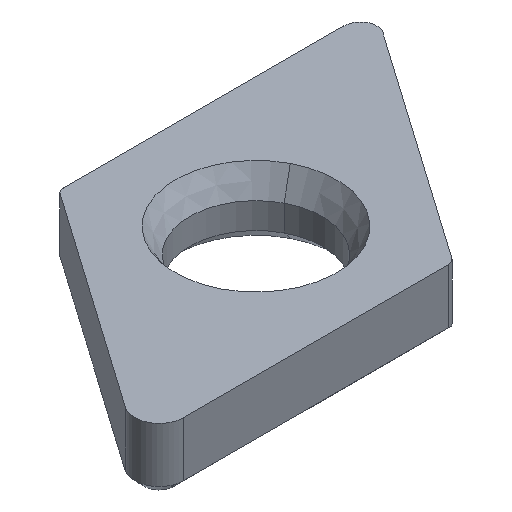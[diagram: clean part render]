
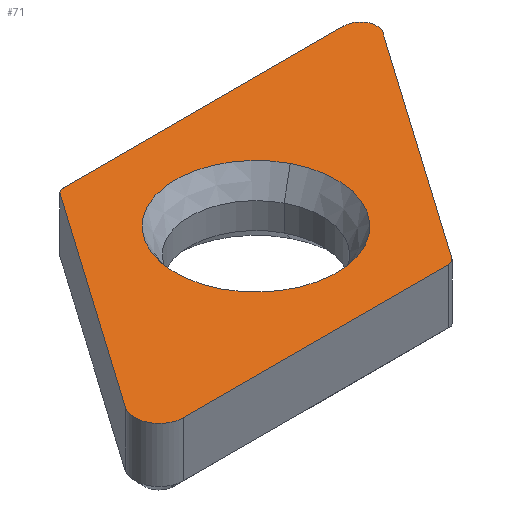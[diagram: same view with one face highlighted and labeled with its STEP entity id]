
A CAD part, isometric view. The second image highlights one B-rep face of the part: STEP entity #71.
In plain terms, the highlighted planar face has unit normal (0, 0, 1).
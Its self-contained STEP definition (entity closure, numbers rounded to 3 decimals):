
#71=ADVANCED_FACE('',(#103,#104),#93,.T.);
#93=PLANE('',#426);
#103=FACE_BOUND('',#107,.T.);
#104=FACE_BOUND('',#108,.T.);
#107=EDGE_LOOP('',(#147,#148,#149,#150,#151,#152,#153,#154));
#108=EDGE_LOOP('',(#155,#156));
#131=CIRCLE('',#420,1.2);
#132=CIRCLE('',#421,0.4);
#133=CIRCLE('',#422,0.8);
#134=CIRCLE('',#423,0.4);
#135=CIRCLE('',#424,3.95);
#136=CIRCLE('',#425,3.95);
#147=ORIENTED_EDGE('',*,*,#283,.T.);
#148=ORIENTED_EDGE('',*,*,#284,.T.);
#149=ORIENTED_EDGE('',*,*,#285,.T.);
#150=ORIENTED_EDGE('',*,*,#286,.T.);
#151=ORIENTED_EDGE('',*,*,#287,.T.);
#152=ORIENTED_EDGE('',*,*,#288,.T.);
#153=ORIENTED_EDGE('',*,*,#289,.T.);
#154=ORIENTED_EDGE('',*,*,#290,.T.);
#155=ORIENTED_EDGE('',*,*,#291,.T.);
#156=ORIENTED_EDGE('',*,*,#292,.T.);
#251=VERTEX_POINT('',#589);
#252=VERTEX_POINT('',#590);
#253=VERTEX_POINT('',#592);
#254=VERTEX_POINT('',#594);
#255=VERTEX_POINT('',#596);
#256=VERTEX_POINT('',#598);
#257=VERTEX_POINT('',#600);
#258=VERTEX_POINT('',#602);
#259=VERTEX_POINT('',#605);
#260=VERTEX_POINT('',#606);
#283=EDGE_CURVE('',#251,#252,#335,.T.);
#284=EDGE_CURVE('',#252,#253,#131,.T.);
#285=EDGE_CURVE('',#253,#254,#336,.T.);
#286=EDGE_CURVE('',#254,#255,#132,.T.);
#287=EDGE_CURVE('',#255,#256,#337,.T.);
#288=EDGE_CURVE('',#256,#257,#133,.T.);
#289=EDGE_CURVE('',#257,#258,#338,.T.);
#290=EDGE_CURVE('',#258,#251,#134,.T.);
#291=EDGE_CURVE('',#259,#260,#135,.T.);
#292=EDGE_CURVE('',#260,#259,#136,.T.);
#335=LINE('',#588,#367);
#336=LINE('',#593,#368);
#337=LINE('',#597,#369);
#338=LINE('',#601,#370);
#367=VECTOR('',#468,1.);
#368=VECTOR('',#471,1.);
#369=VECTOR('',#474,1.);
#370=VECTOR('',#477,1.);
#420=AXIS2_PLACEMENT_3D('',#591,#469,#470);
#421=AXIS2_PLACEMENT_3D('',#595,#472,#473);
#422=AXIS2_PLACEMENT_3D('',#599,#475,#476);
#423=AXIS2_PLACEMENT_3D('',#603,#478,#479);
#424=AXIS2_PLACEMENT_3D('',#604,#480,#481);
#425=AXIS2_PLACEMENT_3D('',#607,#482,#483);
#426=AXIS2_PLACEMENT_3D('',#608,#484,#485);
#468=DIRECTION('',(-0.574,-0.819,0.));
#469=DIRECTION('',(0.,0.,1.));
#470=DIRECTION('',(-0.819,0.574,0.));
#471=DIRECTION('',(1.,0.,0.));
#472=DIRECTION('',(0.,0.,1.));
#473=DIRECTION('',(0.,-1.,0.));
#474=DIRECTION('',(0.574,0.819,0.));
#475=DIRECTION('',(0.,0.,1.));
#476=DIRECTION('',(0.819,-0.574,0.));
#477=DIRECTION('',(-1.,0.,0.));
#478=DIRECTION('',(0.,0.,1.));
#479=DIRECTION('',(0.,1.,0.));
#480=DIRECTION('',(0.,0.,-1.));
#481=DIRECTION('',(0.887,0.462,0.));
#482=DIRECTION('',(0.,0.,-1.));
#483=DIRECTION('',(-0.887,-0.462,0.));
#484=DIRECTION('',(0.,0.,1.));
#485=DIRECTION('',(-0.462,0.887,0.));
#588=CARTESIAN_POINT('',(-3.425,6.179,0.));
#589=CARTESIAN_POINT('',(-3.425,6.179,0.));
#590=CARTESIAN_POINT('',(-10.876,-4.462,0.));
#591=CARTESIAN_POINT('',(-9.893,-5.15,0.));
#592=CARTESIAN_POINT('',(-9.893,-6.35,0.));
#593=CARTESIAN_POINT('',(-9.893,-6.35,0.));
#594=CARTESIAN_POINT('',(3.097,-6.35,0.));
#595=CARTESIAN_POINT('',(3.097,-5.95,0.));
#596=CARTESIAN_POINT('',(3.425,-6.179,0.));
#597=CARTESIAN_POINT('',(3.425,-6.179,0.));
#598=CARTESIAN_POINT('',(11.317,5.091,0.));
#599=CARTESIAN_POINT('',(10.661,5.55,0.));
#600=CARTESIAN_POINT('',(10.661,6.35,0.));
#601=CARTESIAN_POINT('',(10.661,6.35,0.));
#602=CARTESIAN_POINT('',(-3.097,6.35,0.));
#603=CARTESIAN_POINT('',(-3.097,5.95,0.));
#604=CARTESIAN_POINT('',(0.,0.,0.));
#605=CARTESIAN_POINT('',(3.504,1.824,0.));
#606=CARTESIAN_POINT('',(-3.504,-1.824,0.));
#607=CARTESIAN_POINT('',(0.,0.,0.));
#608=CARTESIAN_POINT('',(0.,0.,0.));
